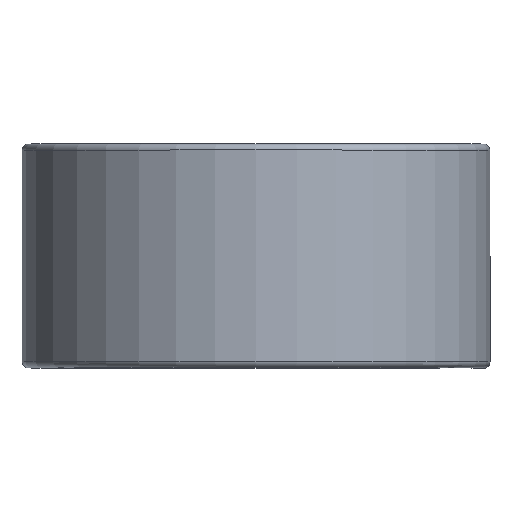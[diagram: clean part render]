
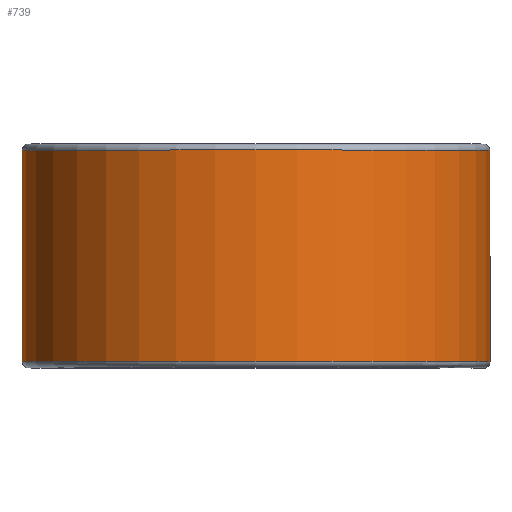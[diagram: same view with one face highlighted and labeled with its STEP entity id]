
A CAD part, top view. The second image highlights one B-rep face of the part: STEP entity #739.
In plain terms, the highlighted cylindrical face has radius 28.207 mm (diameter 56.413 mm), a partial arc.
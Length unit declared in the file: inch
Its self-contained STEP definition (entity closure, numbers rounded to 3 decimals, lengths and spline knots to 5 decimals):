
#197 = VERTEX_POINT ( 'NONE', #1765 ) ;
#264 = VERTEX_POINT ( 'NONE', #1810 ) ;
#292 = EDGE_CURVE ( 'NONE', #1890, #526, #1316, .T. ) ;
#331 = CYLINDRICAL_SURFACE ( 'NONE', #1082, 1.1105 ) ;
#338 = ORIENTED_EDGE ( 'NONE', *, *, #292, .T. ) ;
#342 = VECTOR ( 'NONE', #1247, 39.37008 ) ;
#491 = FACE_OUTER_BOUND ( 'NONE', #1962, .T. ) ;
#526 = VERTEX_POINT ( 'NONE', #2206 ) ;
#552 = DIRECTION ( 'NONE',  ( 0., 0., -1. ) ) ;
#572 = CARTESIAN_POINT ( 'NONE',  ( 1.1105, 0.50125, 0. ) ) ;
#690 = AXIS2_PLACEMENT_3D ( 'NONE', #2208, #2194, #2179 ) ;
#739 = ADVANCED_FACE ( 'NONE', ( #491 ), #331, .T. ) ;
#760 = EDGE_CURVE ( 'NONE', #197, #1890, #1270, .T. ) ;
#828 = ORIENTED_EDGE ( 'NONE', *, *, #2173, .F. ) ;
#985 = DIRECTION ( 'NONE',  ( 0., -1., 0. ) ) ;
#993 = ORIENTED_EDGE ( 'NONE', *, *, #760, .T. ) ;
#1082 = AXIS2_PLACEMENT_3D ( 'NONE', #2242, #1143, #552 ) ;
#1100 = DIRECTION ( 'NONE',  ( 0., 1., 0. ) ) ;
#1143 = DIRECTION ( 'NONE',  ( 0., -1., 0. ) ) ;
#1146 = CARTESIAN_POINT ( 'NONE',  ( 1.1105, 0.50125, 0. ) ) ;
#1194 = AXIS2_PLACEMENT_3D ( 'NONE', #2037, #985, #2264 ) ;
#1247 = DIRECTION ( 'NONE',  ( 0., 1., 0. ) ) ;
#1260 = CIRCLE ( 'NONE', #1194, 1.1105 ) ;
#1270 = LINE ( 'NONE', #572, #342 ) ;
#1316 = CIRCLE ( 'NONE', #690, 1.1105 ) ;
#1434 = ORIENTED_EDGE ( 'NONE', *, *, #1844, .F. ) ;
#1765 = CARTESIAN_POINT ( 'NONE',  ( 1.1105, -0.50125, 0. ) ) ;
#1810 = CARTESIAN_POINT ( 'NONE',  ( 0., -0.50125, -1.1105 ) ) ;
#1844 = EDGE_CURVE ( 'NONE', #197, #264, #1260, .T. ) ;
#1890 = VERTEX_POINT ( 'NONE', #1146 ) ;
#1962 = EDGE_LOOP ( 'NONE', ( #993, #338, #828, #1434 ) ) ;
#2037 = CARTESIAN_POINT ( 'NONE',  ( 0., -0.50125, 0. ) ) ;
#2152 = VECTOR ( 'NONE', #1100, 39.37008 ) ;
#2173 = EDGE_CURVE ( 'NONE', #264, #526, #2269, .T. ) ;
#2179 = DIRECTION ( 'NONE',  ( 0., 0., -1. ) ) ;
#2194 = DIRECTION ( 'NONE',  ( 0., -1., 0. ) ) ;
#2206 = CARTESIAN_POINT ( 'NONE',  ( 0., 0.50125, -1.1105 ) ) ;
#2208 = CARTESIAN_POINT ( 'NONE',  ( 0., 0.50125, 0. ) ) ;
#2242 = CARTESIAN_POINT ( 'NONE',  ( 0., 0.5, 0. ) ) ;
#2264 = DIRECTION ( 'NONE',  ( 0., 0., -1. ) ) ;
#2269 = LINE ( 'NONE', #2423, #2152 ) ;
#2423 = CARTESIAN_POINT ( 'NONE',  ( 0., 0.50125, -1.1105 ) ) ;
